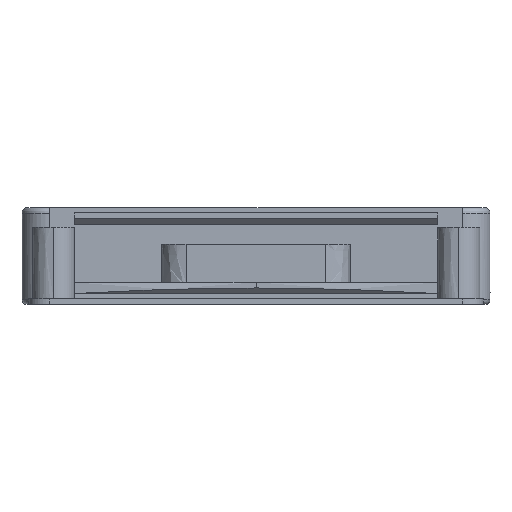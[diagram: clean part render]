
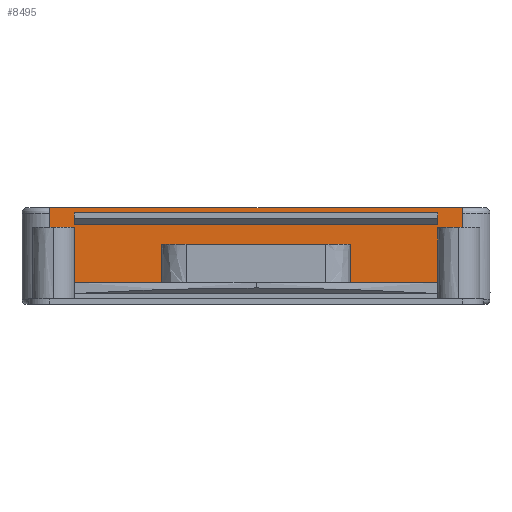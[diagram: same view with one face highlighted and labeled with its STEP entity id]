
A CAD part, front view. The second image highlights one B-rep face of the part: STEP entity #8495.
In plain terms, the highlighted free-form (B-spline) face has degree [1, 1] with [2, 2] control points.
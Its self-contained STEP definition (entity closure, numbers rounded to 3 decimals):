
#7671 = VERTEX_POINT('',#7672);
#7672 = CARTESIAN_POINT('',(134.815,122.137,
    -2.424));
#7678 = EDGE_CURVE('',#7671,#7679,#7681,.T.);
#7679 = VERTEX_POINT('',#7680);
#7680 = CARTESIAN_POINT('',(73.394,122.137,
    -2.424));
#7681 = B_SPLINE_CURVE_WITH_KNOTS('',1,(#7682,#7683),.UNSPECIFIED.,.F.,
  .F.,(2,2),(0.,59.),.PIECEWISE_BEZIER_KNOTS.);
#7682 = CARTESIAN_POINT('',(134.815,122.137,
    -2.424));
#7683 = CARTESIAN_POINT('',(73.394,122.137,
    -2.424));
#8495 = ADVANCED_FACE('',(#8496,#8518),#8548,.F.);
#8496 = FACE_BOUND('',#8497,.T.);
#8497 = EDGE_LOOP('',(#8498,#8499,#8506,#8513));
#8498 = ORIENTED_EDGE('',*,*,#7678,.F.);
#8499 = ORIENTED_EDGE('',*,*,#8500,.T.);
#8500 = EDGE_CURVE('',#7671,#8501,#8503,.T.);
#8501 = VERTEX_POINT('',#8502);
#8502 = CARTESIAN_POINT('',(134.815,122.137,
    11.162));
#8503 = B_SPLINE_CURVE_WITH_KNOTS('',1,(#8504,#8505),.UNSPECIFIED.,.F.,
  .F.,(2,2),(0.,13.05),.PIECEWISE_BEZIER_KNOTS.);
#8504 = CARTESIAN_POINT('',(134.815,122.137,
    -2.424));
#8505 = CARTESIAN_POINT('',(134.815,122.137,
    11.162));
#8506 = ORIENTED_EDGE('',*,*,#8507,.F.);
#8507 = EDGE_CURVE('',#8508,#8501,#8510,.T.);
#8508 = VERTEX_POINT('',#8509);
#8509 = CARTESIAN_POINT('',(73.394,122.137,
    11.162));
#8510 = B_SPLINE_CURVE_WITH_KNOTS('',1,(#8511,#8512),.UNSPECIFIED.,.F.,
  .F.,(2,2),(0.,59.),.PIECEWISE_BEZIER_KNOTS.);
#8511 = CARTESIAN_POINT('',(73.394,122.137,
    11.162));
#8512 = CARTESIAN_POINT('',(134.815,122.137,
    11.162));
#8513 = ORIENTED_EDGE('',*,*,#8514,.F.);
#8514 = EDGE_CURVE('',#7679,#8508,#8515,.T.);
#8515 = B_SPLINE_CURVE_WITH_KNOTS('',1,(#8516,#8517),.UNSPECIFIED.,.F.,
  .F.,(2,2),(0.,13.05),.PIECEWISE_BEZIER_KNOTS.);
#8516 = CARTESIAN_POINT('',(73.394,122.137,
    -2.424));
#8517 = CARTESIAN_POINT('',(73.394,122.137,
    11.162));
#8518 = FACE_BOUND('',#8519,.T.);
#8519 = EDGE_LOOP('',(#8520,#8529,#8536,#8543));
#8520 = ORIENTED_EDGE('',*,*,#8521,.F.);
#8521 = EDGE_CURVE('',#8522,#8524,#8526,.T.);
#8522 = VERTEX_POINT('',#8523);
#8523 = CARTESIAN_POINT('',(77.037,122.137,
    10.381));
#8524 = VERTEX_POINT('',#8525);
#8525 = CARTESIAN_POINT('',(77.037,122.137,
    8.715));
#8526 = B_SPLINE_CURVE_WITH_KNOTS('',1,(#8527,#8528),.UNSPECIFIED.,.F.,
  .F.,(2,2),(0.,1.6),.PIECEWISE_BEZIER_KNOTS.);
#8527 = CARTESIAN_POINT('',(77.037,122.137,
    10.381));
#8528 = CARTESIAN_POINT('',(77.037,122.137,
    8.715));
#8529 = ORIENTED_EDGE('',*,*,#8530,.T.);
#8530 = EDGE_CURVE('',#8522,#8531,#8533,.T.);
#8531 = VERTEX_POINT('',#8532);
#8532 = CARTESIAN_POINT('',(131.198,122.137,
    10.381));
#8533 = B_SPLINE_CURVE_WITH_KNOTS('',1,(#8534,#8535),.UNSPECIFIED.,.F.,
  .F.,(2,2),(0.,52.025),.PIECEWISE_BEZIER_KNOTS.);
#8534 = CARTESIAN_POINT('',(77.037,122.137,
    10.381));
#8535 = CARTESIAN_POINT('',(131.198,122.137,
    10.381));
#8536 = ORIENTED_EDGE('',*,*,#8537,.T.);
#8537 = EDGE_CURVE('',#8531,#8538,#8540,.T.);
#8538 = VERTEX_POINT('',#8539);
#8539 = CARTESIAN_POINT('',(131.198,122.137,
    8.715));
#8540 = B_SPLINE_CURVE_WITH_KNOTS('',1,(#8541,#8542),.UNSPECIFIED.,.F.,
  .F.,(2,2),(0.,1.6),.PIECEWISE_BEZIER_KNOTS.);
#8541 = CARTESIAN_POINT('',(131.198,122.137,
    10.381));
#8542 = CARTESIAN_POINT('',(131.198,122.137,
    8.715));
#8543 = ORIENTED_EDGE('',*,*,#8544,.F.);
#8544 = EDGE_CURVE('',#8524,#8538,#8545,.T.);
#8545 = B_SPLINE_CURVE_WITH_KNOTS('',1,(#8546,#8547),.UNSPECIFIED.,.F.,
  .F.,(2,2),(0.,52.025),.PIECEWISE_BEZIER_KNOTS.);
#8546 = CARTESIAN_POINT('',(77.037,122.137,
    8.715));
#8547 = CARTESIAN_POINT('',(131.198,122.137,
    8.715));
#8548 = B_SPLINE_SURFACE_WITH_KNOTS('',1,1,(
    (#8549,#8550)
    ,(#8551,#8552
    )),.UNSPECIFIED.,.F.,.F.,.F.,(2,2),(2,2),(0.8,13.85),
  (-29.5,29.5),.PIECEWISE_BEZIER_KNOTS.);
#8549 = CARTESIAN_POINT('',(73.394,122.137,
    -2.424));
#8550 = CARTESIAN_POINT('',(134.815,122.137,
    -2.424));
#8551 = CARTESIAN_POINT('',(73.394,122.137,
    11.162));
#8552 = CARTESIAN_POINT('',(134.815,122.137,
    11.162));
